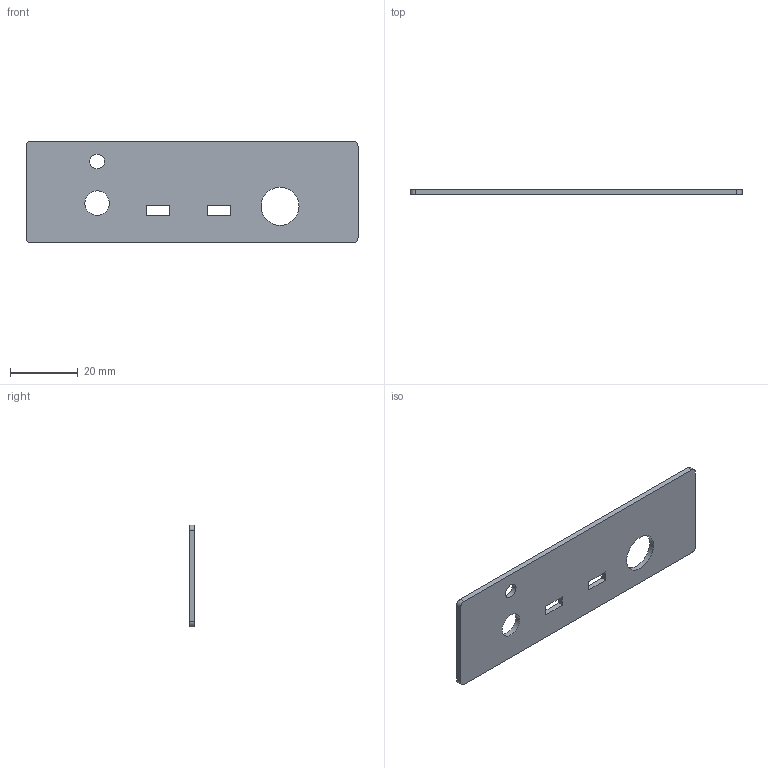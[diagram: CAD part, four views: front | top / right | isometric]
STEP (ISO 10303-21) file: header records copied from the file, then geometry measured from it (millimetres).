
FILE_DESCRIPTION(('FreeCAD Model'),'2;1');
FILE_NAME('current-sensor-frontpanel_sp.step','2020-08-13T21:28:28',('kicad StepUp'),('ksu MCAD'), 'Open CASCADE STEP processor 7.4','FreeCAD','Unknown');
FILE_SCHEMA(('AUTOMOTIVE_DESIGN { 1 0 10303 214 1 1 1 1 }'));
Length unit declared in the file: millimetre
Products named in the file (1): current-sensor-frontpanel_sp
Bounding box: 98 x 1.6 x 30 mm (x, y, z)
Volume: 4386 mm3; surface area: 6066.6 mm2
Topology: 1 solids, 1 shells, 21 faces, 57 edges, 38 vertices
Faces by surface type: plane 14, cylinder 7
Full cylindrical faces by diameter (mm): 4.35 x1, 7.25 x1, 11.21 x1
Entity records: 706 total; most frequent: CARTESIAN_POINT 117, DIRECTION 115, ORIENTED_EDGE 114, EDGE_CURVE 57, LINE 43, VECTOR 43, VERTEX_POINT 38, AXIS2_PLACEMENT_3D 36
